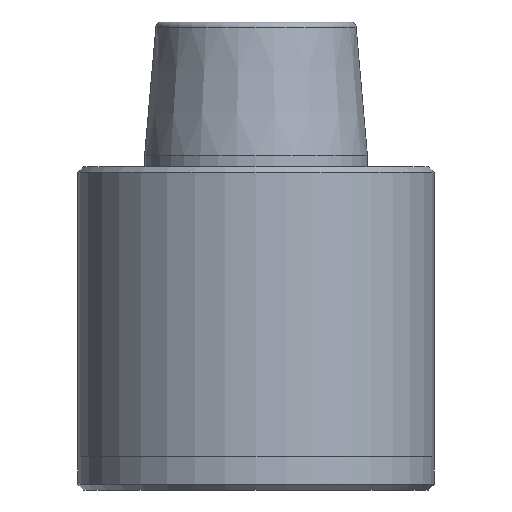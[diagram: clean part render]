
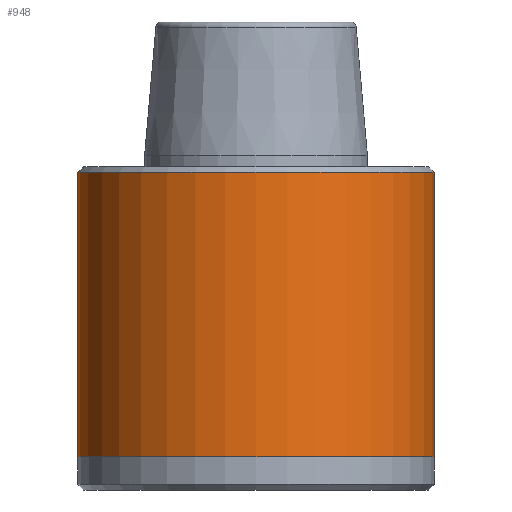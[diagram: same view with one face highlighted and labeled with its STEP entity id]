
A CAD part, front view. The second image highlights one B-rep face of the part: STEP entity #948.
In plain terms, the highlighted cylindrical face has radius 16 mm (diameter 32 mm), a partial arc.
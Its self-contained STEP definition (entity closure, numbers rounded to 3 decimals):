
#3 = CARTESIAN_POINT ( 'NONE',  ( -16., 0., -1.5 ) ) ;
#26 = EDGE_CURVE ( 'NONE', #894, #512, #731, .T. ) ;
#29 = DIRECTION ( 'NONE',  ( 1., 0., 0. ) ) ;
#91 = CARTESIAN_POINT ( 'NONE',  ( -16., 0., -30. ) ) ;
#105 = DIRECTION ( 'NONE',  ( 0., 0., 1. ) ) ;
#189 = CIRCLE ( 'NONE', #782, 16. ) ;
#225 = CARTESIAN_POINT ( 'NONE',  ( 16., 0., -27. ) ) ;
#354 = DIRECTION ( 'NONE',  ( 0., 0., 1. ) ) ;
#409 = DIRECTION ( 'NONE',  ( 0., 0., 1. ) ) ;
#426 = VECTOR ( 'NONE', #409, 1000. ) ;
#446 = EDGE_CURVE ( 'NONE', #1401, #832, #1358, .T. ) ;
#468 = CIRCLE ( 'NONE', #714, 16. ) ;
#512 = VERTEX_POINT ( 'NONE', #875 ) ;
#556 = AXIS2_PLACEMENT_3D ( 'NONE', #921, #354, #29 ) ;
#574 = FACE_OUTER_BOUND ( 'NONE', #1212, .T. ) ;
#576 = EDGE_CURVE ( 'NONE', #1401, #894, #468, .T. ) ;
#633 = EDGE_CURVE ( 'NONE', #512, #832, #189, .T. ) ;
#674 = CARTESIAN_POINT ( 'NONE',  ( 0., 0., -27. ) ) ;
#703 = CARTESIAN_POINT ( 'NONE',  ( 0., 0., -1.5 ) ) ;
#705 = ORIENTED_EDGE ( 'NONE', *, *, #26, .T. ) ;
#714 = AXIS2_PLACEMENT_3D ( 'NONE', #674, #780, #1428 ) ;
#731 = LINE ( 'NONE', #1076, #426 ) ;
#780 = DIRECTION ( 'NONE',  ( 0., 0., 1. ) ) ;
#782 = AXIS2_PLACEMENT_3D ( 'NONE', #703, #809, #1052 ) ;
#809 = DIRECTION ( 'NONE',  ( 0., 0., -1. ) ) ;
#832 = VERTEX_POINT ( 'NONE', #3 ) ;
#872 = CYLINDRICAL_SURFACE ( 'NONE', #556, 16. ) ;
#875 = CARTESIAN_POINT ( 'NONE',  ( 16., 0., -1.5 ) ) ;
#894 = VERTEX_POINT ( 'NONE', #225 ) ;
#921 = CARTESIAN_POINT ( 'NONE',  ( 0., 0., -30. ) ) ;
#948 = ADVANCED_FACE ( 'NONE', ( #574 ), #872, .T. ) ;
#1052 = DIRECTION ( 'NONE',  ( -1., 0., 0. ) ) ;
#1071 = VECTOR ( 'NONE', #105, 1000. ) ;
#1076 = CARTESIAN_POINT ( 'NONE',  ( 16., 0., -30. ) ) ;
#1139 = ORIENTED_EDGE ( 'NONE', *, *, #576, .T. ) ;
#1146 = ORIENTED_EDGE ( 'NONE', *, *, #446, .F. ) ;
#1212 = EDGE_LOOP ( 'NONE', ( #1146, #1139, #705, #1230 ) ) ;
#1230 = ORIENTED_EDGE ( 'NONE', *, *, #633, .T. ) ;
#1358 = LINE ( 'NONE', #91, #1071 ) ;
#1369 = CARTESIAN_POINT ( 'NONE',  ( -16., 0., -27. ) ) ;
#1401 = VERTEX_POINT ( 'NONE', #1369 ) ;
#1428 = DIRECTION ( 'NONE',  ( 1., 0., 0. ) ) ;
